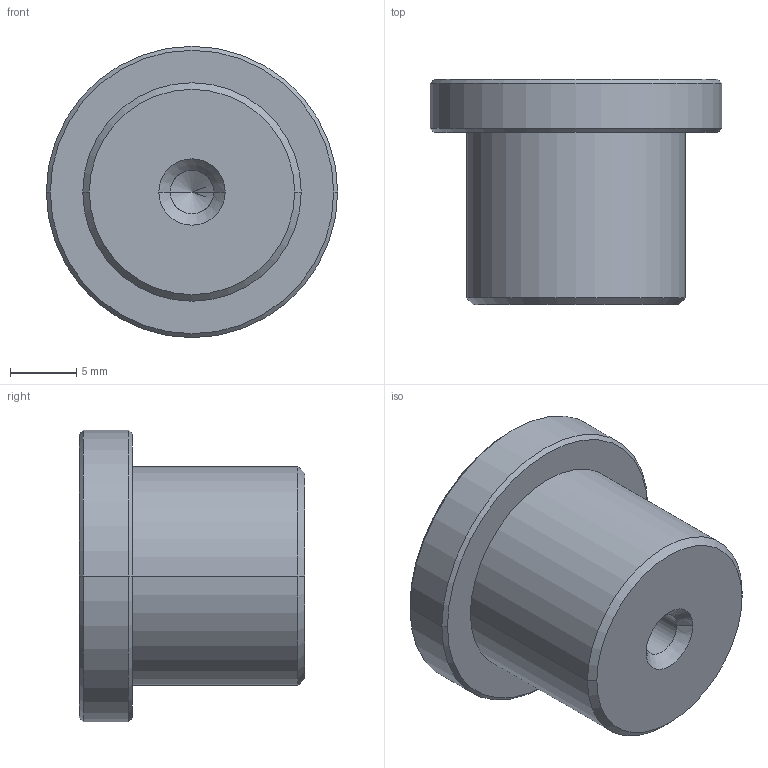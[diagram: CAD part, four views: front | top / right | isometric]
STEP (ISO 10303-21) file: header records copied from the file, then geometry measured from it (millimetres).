
FILE_DESCRIPTION(('Creo Elements/Direct Modeling STEP Export'),'2;1');
FILE_NAME('2279-22.stp','2022-05-04T10:26:54',(''),(''),'Creo Elements/Direct Modeling STEP processor for AP214 (Solid Model)','Creo Elements/Direct Modeling 20.0 12-Nov-2016 (C) Parametric Technology GmbH','');
FILE_SCHEMA(('AUTOMOTIVE_DESIGN { 1 0 10303 214 1 1 1 1 }'));
Length unit declared in the file: millimetre
Products named in the file (1): NI-10631
Bounding box: 22 x 17 x 22 mm (x, y, z)
Volume: 4195.5 mm3; surface area: 1771.1 mm2
Topology: 1 solids, 1 shells, 22 faces, 44 edges, 25 vertices
Faces by surface type: cone 10, cylinder 8, plane 4
Entity records: 536 total; most frequent: DIRECTION 88, ORIENTED_EDGE 84, CARTESIAN_POINT 78, EDGE_CURVE 42, AXIS2_PLACEMENT_3D 35, VERTEX_POINT 25, EDGE_LOOP 25, FACE_OUTER_BOUND 22
